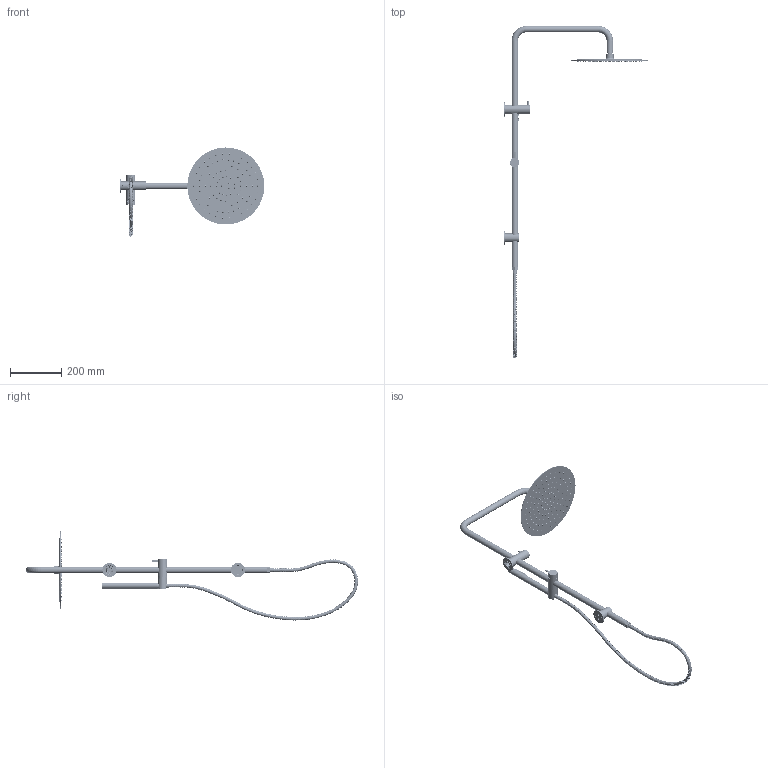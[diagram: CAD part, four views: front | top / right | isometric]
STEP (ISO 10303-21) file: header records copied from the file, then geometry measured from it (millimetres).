
FILE_DESCRIPTION((''),'2;1');
FILE_NAME('V7260001_ASM','2025-10-29T18:37:14',('Administrator'),(''),'CREO PARAMETRIC BY PTC INC, 2021023','CREO PARAMETRIC BY PTC INC, 2021023','');
FILE_SCHEMA(('CONFIG_CONTROL_DESIGN'));
Products named in the file (70): 10001; 0001; WPTE0013WWH__1; 10002; 20001; WPOE0119; 16X25; 185X25; IMPORTED3; IMPORTED4; IMPORTED2; IMPORTED1; WPNH0038WXX_ASM; WPCA0021-0001_3; WPBA0083WCP; WPJA0113WNI_; WPLC0002-M5X40001_2; WPOE0181-26X2-O00_2; WPBA0035WCP__1; WPOE0022WBK-__1; WPLC0049WXX; T220001_ASM; 0002; 12000; G1_20001; 20002_ASM; 300; 10003; 20003; 30001_ASM; WPZA0092WCP; WPTE0079WWH; WPLC0021WXX; WPZA0093WXX; WPLC0071WXX; WPJA1094WCP0001_1; 20X18; WPKA0069WCP; WPOE0241WBK; WPZA0018WCP____1_1_1_2 ...
Assembly tree (81 placements, depth 4):
  V7260001_ASM
    T220001_ASM
      10001
      0001
      WPTE0013WWH__1
      10002
      20001
      WPOE0119  x2
      16X25  x2
      185X25
      WPNH0038WXX_ASM
        IMPORTED3
        IMPORTED4
        IMPORTED2
        IMPORTED1
      WPCA0021-0001_3
      WPBA0083WCP
      WPJA0113WNI_
      WPLC0002-M5X40001_2  x2
      WPOE0181-26X2-O00_2  x3
      WPBA0035WCP__1
      WPOE0022WBK-__1
      WPLC0049WXX  x2
    20002_ASM
      0002
      12000
      G1_20001
    30001_ASM
      300
      10003
      20003
    WPZA0092WCP
    WPTE0079WWH
    WPLC0021WXX
    WPZA0093WXX
    WPLC0071WXX
    WPJA1094WCP0001_1
    20X18
    WPKA0069WCP  x2
    WPOE0241WBK  x2
    D25-H_ASM_1_ASM_1_ASM_1_ASM_2_ASM
      WPZA0018WCP____1_1_1_2
      WPTE00025WGD____1_1_1_2  x2
      WPTE0016WXX____1_1_1_2
      WPJE0125WWH____1_1_1_2
      WPTE0010WWH____1_1_1_2
      WPJE0415WWH____ASM_1_ASM_1_ASM__ASM
        WPJE0094WXX____1_1_1_2
        WPCA0065WXX____1_1_1_2
      WPJC0095WXX____1_1_1_2  x2
      WPTC0009WXX____AF0_1_1_1_2
      WPTC0009WXX____AF1_1_1_1_2
      WPTC0138WXX____1_1_1_2
      WPZB0443WXX_1
      WPTE0329W_1
      WPBB0007WCP
    RUANGUAN-2
    C0001_ASM_1_ASM
      C0001_ASM_1_ASM_1_ASM
        WPRC0868ZCP_1_1
Bounding box: 563 x 1292.3 x 346.79 mm (x, y, z)
Volume: 864843.4 mm3; surface area: 643055.9 mm2
Topology: 73 solids, 78 shells, 4556 faces, 10284 edges, 6586 vertices
Faces by surface type: cylinder 1880, plane 1223, torus 544, cone 445, bspline 442, sphere 14, extrusion 8
Entity records: 203528 total; most frequent: CARTESIAN_POINT 104193, ORIENTED_EDGE 20086, DIRECTION 20004, EDGE_CURVE 10058, AXIS2_PLACEMENT_3D 8437, VERTEX_POINT 6456, EDGE_LOOP 5500, FACE_OUTER_BOUND 4459
